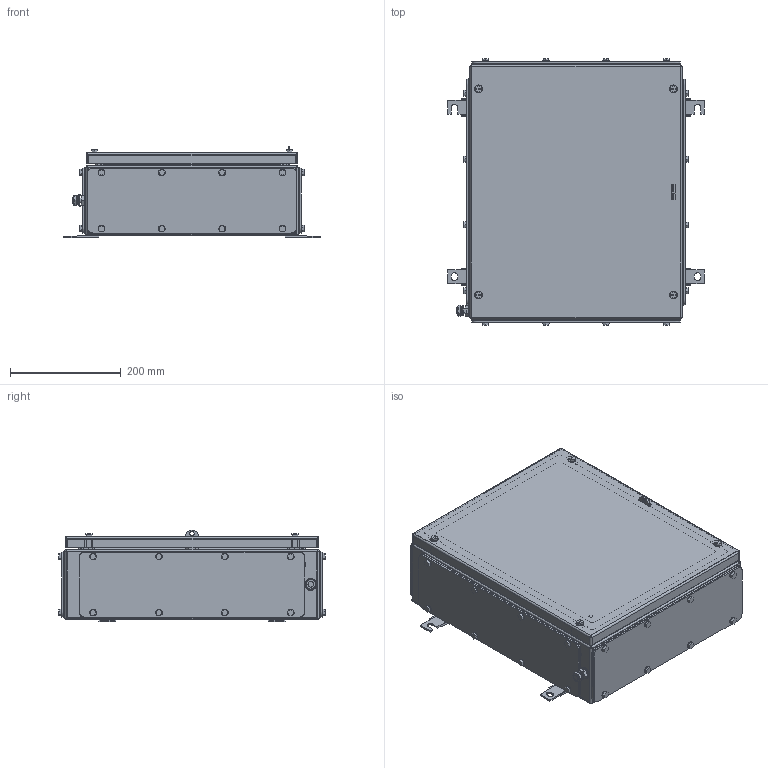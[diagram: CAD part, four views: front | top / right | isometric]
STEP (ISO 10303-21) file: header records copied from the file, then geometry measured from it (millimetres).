
FILE_DESCRIPTION(('CATIA V5 STEP Exchange','CAx-IF Rec.Pracs.--- Model Styling and Organization---1.4--- 2014-01-23'),'2;1');
FILE_NAME ('008543-7_3_1195040000_1195040000.stp','2019-09-20T10:43:52+00:00',('none'),('Weidmueller'),'CATIA Version 5-6 Release 2016 SP3 HF44','CATIA V5 STEP AP214','none');
FILE_SCHEMA(('AUTOMOTIVE_DESIGN { 1 0 10303 214 1 1 1 1 }'));
Products named in the file (1): 1195040000
Bounding box: 463 x 480 x 165 mm (x, y, z)
Volume: 1738144.8 mm3; surface area: 1769816.3 mm2
Topology: 106 solids, 106 shells, 2314 faces, 5424 edges, 3428 vertices
Faces by surface type: plane 1055, cylinder 1001, cone 212, sphere 24, torus 22
Entity records: 62463 total; most frequent: CARTESIAN_POINT 12438, ORIENTED_EDGE 10656, DIRECTION 8431, EDGE_CURVE 5328, AXIS2_PLACEMENT_3D 3635, VERTEX_POINT 3428, VECTOR 3128, LINE 3128
